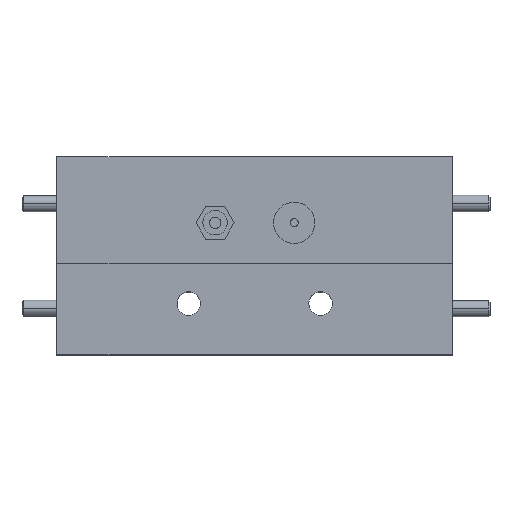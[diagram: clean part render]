
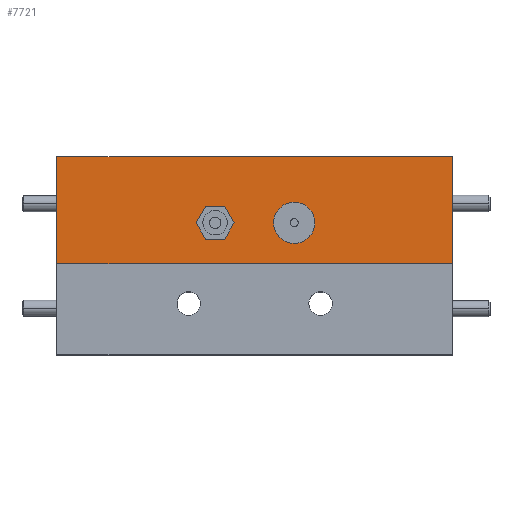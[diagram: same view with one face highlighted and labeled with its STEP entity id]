
A CAD part, top view. The second image highlights one B-rep face of the part: STEP entity #7721.
In plain terms, the highlighted planar face has unit normal (0, 0, 1).
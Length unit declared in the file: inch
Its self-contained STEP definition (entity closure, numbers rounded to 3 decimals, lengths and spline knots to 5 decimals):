
#182 = CIRCLE ( 'NONE', #2021, 0.0445 ) ;
#719 = DIRECTION ( 'NONE',  ( 1., 0., 0. ) ) ;
#772 = DIRECTION ( 'NONE',  ( 0., -1., 0. ) ) ;
#1025 = DIRECTION ( 'NONE',  ( 0., -1., 0. ) ) ;
#1208 = VECTOR ( 'NONE', #14815, 39.37008 ) ;
#1262 = CIRCLE ( 'NONE', #8698, 0.0445 ) ;
#2021 = AXIS2_PLACEMENT_3D ( 'NONE', #14419, #7529, #719 ) ;
#2089 = VECTOR ( 'NONE', #5747, 39.37008 ) ;
#2125 = EDGE_CURVE ( 'NONE', #8897, #7737, #5368, .T. ) ;
#2369 = AXIS2_PLACEMENT_3D ( 'NONE', #2573, #2382, #8223 ) ;
#2382 = DIRECTION ( 'NONE',  ( 0., 0., 1. ) ) ;
#2478 = CIRCLE ( 'NONE', #12551, 0.068 ) ;
#2573 = CARTESIAN_POINT ( 'NONE',  ( 0.15, 0.5, 0.55 ) ) ;
#2667 = CARTESIAN_POINT ( 'NONE',  ( -0.75, 0.344, 0.55 ) ) ;
#2797 = VERTEX_POINT ( 'NONE', #11587 ) ;
#2961 = ORIENTED_EDGE ( 'NONE', *, *, #2125, .F. ) ;
#2963 = CARTESIAN_POINT ( 'NONE',  ( 0.75, 0.75, 0.55 ) ) ;
#3186 = CARTESIAN_POINT ( 'NONE',  ( -0.15, 0.5, 0.55 ) ) ;
#3284 = ORIENTED_EDGE ( 'NONE', *, *, #14289, .T. ) ;
#3667 = DIRECTION ( 'NONE',  ( 0., 0., 1. ) ) ;
#3918 = CARTESIAN_POINT ( 'NONE',  ( -0.1945, 0.5, 0.55 ) ) ;
#4092 = CARTESIAN_POINT ( 'NONE',  ( -0.75, 0.75, 0.55 ) ) ;
#4424 = VERTEX_POINT ( 'NONE', #13086 ) ;
#4436 = DIRECTION ( 'NONE',  ( 0., 0., 1. ) ) ;
#4749 = CARTESIAN_POINT ( 'NONE',  ( 0.082, 0.5, 0.55 ) ) ;
#4770 = ORIENTED_EDGE ( 'NONE', *, *, #8265, .T. ) ;
#4815 = EDGE_LOOP ( 'NONE', ( #12168, #4913 ) ) ;
#4913 = ORIENTED_EDGE ( 'NONE', *, *, #6522, .F. ) ;
#5103 = FACE_OUTER_BOUND ( 'NONE', #12790, .T. ) ;
#5326 = CARTESIAN_POINT ( 'NONE',  ( 0.75, 0.75, 0.55 ) ) ;
#5368 = LINE ( 'NONE', #10297, #6275 ) ;
#5413 = ORIENTED_EDGE ( 'NONE', *, *, #5980, .F. ) ;
#5565 = VERTEX_POINT ( 'NONE', #11770 ) ;
#5633 = VECTOR ( 'NONE', #772, 39.37008 ) ;
#5747 = DIRECTION ( 'NONE',  ( 1., 0., 0. ) ) ;
#5928 = EDGE_CURVE ( 'NONE', #7016, #4424, #182, .T. ) ;
#5980 = EDGE_CURVE ( 'NONE', #4424, #7016, #1262, .T. ) ;
#6212 = AXIS2_PLACEMENT_3D ( 'NONE', #5326, #6546, #14513 ) ;
#6275 = VECTOR ( 'NONE', #1025, 39.37008 ) ;
#6522 = EDGE_CURVE ( 'NONE', #8262, #2797, #2478, .T. ) ;
#6546 = DIRECTION ( 'NONE',  ( 0., 0., -1. ) ) ;
#6591 = CARTESIAN_POINT ( 'NONE',  ( 0.75, 0.75, 0.55 ) ) ;
#7016 = VERTEX_POINT ( 'NONE', #3918 ) ;
#7145 = ORIENTED_EDGE ( 'NONE', *, *, #5928, .F. ) ;
#7529 = DIRECTION ( 'NONE',  ( 0., 0., 1. ) ) ;
#7721 = ADVANCED_FACE ( 'NONE', ( #12115, #11772, #5103 ), #13405, .F. ) ;
#7737 = VERTEX_POINT ( 'NONE', #14365 ) ;
#7741 = EDGE_CURVE ( 'NONE', #5565, #8897, #10855, .T. ) ;
#7804 = ORIENTED_EDGE ( 'NONE', *, *, #7741, .F. ) ;
#7935 = DIRECTION ( 'NONE',  ( 1., 0., 0. ) ) ;
#8150 = LINE ( 'NONE', #10261, #2089 ) ;
#8223 = DIRECTION ( 'NONE',  ( 1., 0., 0. ) ) ;
#8262 = VERTEX_POINT ( 'NONE', #4749 ) ;
#8265 = EDGE_CURVE ( 'NONE', #14138, #7737, #8150, .T. ) ;
#8698 = AXIS2_PLACEMENT_3D ( 'NONE', #3186, #4436, #7935 ) ;
#8897 = VERTEX_POINT ( 'NONE', #2963 ) ;
#9418 = EDGE_LOOP ( 'NONE', ( #5413, #7145 ) ) ;
#10261 = CARTESIAN_POINT ( 'NONE',  ( 0.75, 0.344, 0.55 ) ) ;
#10297 = CARTESIAN_POINT ( 'NONE',  ( 0.75, 0.75, 0.55 ) ) ;
#10543 = CARTESIAN_POINT ( 'NONE',  ( 0.15, 0.5, 0.55 ) ) ;
#10855 = LINE ( 'NONE', #6591, #1208 ) ;
#11223 = CIRCLE ( 'NONE', #2369, 0.068 ) ;
#11587 = CARTESIAN_POINT ( 'NONE',  ( 0.218, 0.5, 0.55 ) ) ;
#11770 = CARTESIAN_POINT ( 'NONE',  ( -0.75, 0.75, 0.55 ) ) ;
#11772 = FACE_BOUND ( 'NONE', #4815, .T. ) ;
#12115 = FACE_BOUND ( 'NONE', #9418, .T. ) ;
#12168 = ORIENTED_EDGE ( 'NONE', *, *, #14061, .F. ) ;
#12551 = AXIS2_PLACEMENT_3D ( 'NONE', #10543, #3667, #13793 ) ;
#12790 = EDGE_LOOP ( 'NONE', ( #4770, #2961, #7804, #3284 ) ) ;
#13086 = CARTESIAN_POINT ( 'NONE',  ( -0.1055, 0.5, 0.55 ) ) ;
#13405 = PLANE ( 'NONE',  #6212 ) ;
#13526 = LINE ( 'NONE', #4092, #5633 ) ;
#13793 = DIRECTION ( 'NONE',  ( 1., 0., 0. ) ) ;
#14061 = EDGE_CURVE ( 'NONE', #2797, #8262, #11223, .T. ) ;
#14138 = VERTEX_POINT ( 'NONE', #2667 ) ;
#14289 = EDGE_CURVE ( 'NONE', #5565, #14138, #13526, .T. ) ;
#14365 = CARTESIAN_POINT ( 'NONE',  ( 0.75, 0.344, 0.55 ) ) ;
#14419 = CARTESIAN_POINT ( 'NONE',  ( -0.15, 0.5, 0.55 ) ) ;
#14513 = DIRECTION ( 'NONE',  ( -1., 0., 0. ) ) ;
#14815 = DIRECTION ( 'NONE',  ( 1., 0., 0. ) ) ;
